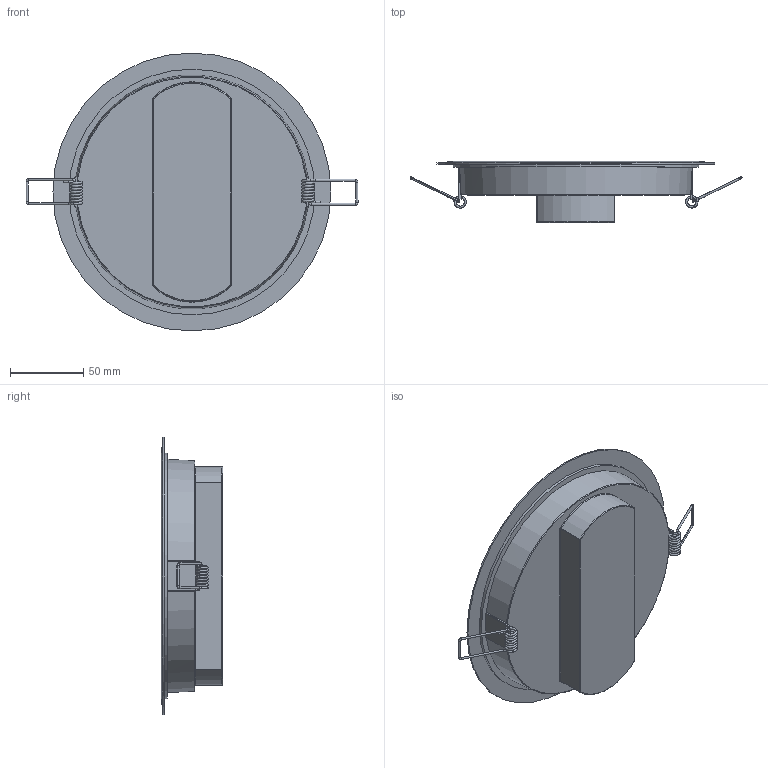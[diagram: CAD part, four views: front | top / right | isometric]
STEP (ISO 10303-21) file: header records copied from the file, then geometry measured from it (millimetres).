
FILE_DESCRIPTION (( 'STEP AP214' ), '1' );
FILE_NAME ('DL_IP44_DN_190.STEP', '2023-06-08T10:37:01', ( '' ), ( '' ), 'SwSTEP 2.0', 'SolidWorks 2020', '' );
FILE_SCHEMA (( 'AUTOMOTIVE_DESIGN' ));
Length unit declared in the file: millimetre
Products named in the file (1): DL_IP44_DN_190
Bounding box: 226.99 x 42 x 190 mm (x, y, z)
Volume: 168957.9 mm3; surface area: 175176.1 mm2
Topology: 5 solids, 5 shells, 135 faces, 321 edges, 193 vertices
Faces by surface type: plane 49, cylinder 34, bspline 26, torus 18, cone 4, sphere 4
Full cylindrical faces by diameter (mm): 1.4 x2, 162 x2, 168 x1, 190 x1
Entity records: 8790 total; most frequent: CARTESIAN_POINT 4428, ORIENTED_EDGE 572, DIRECTION 560, EDGE_CURVE 286, AXIS2_PLACEMENT_3D 217, VERTEX_POINT 186, EDGE_LOOP 160, FACE_OUTER_BOUND 153
